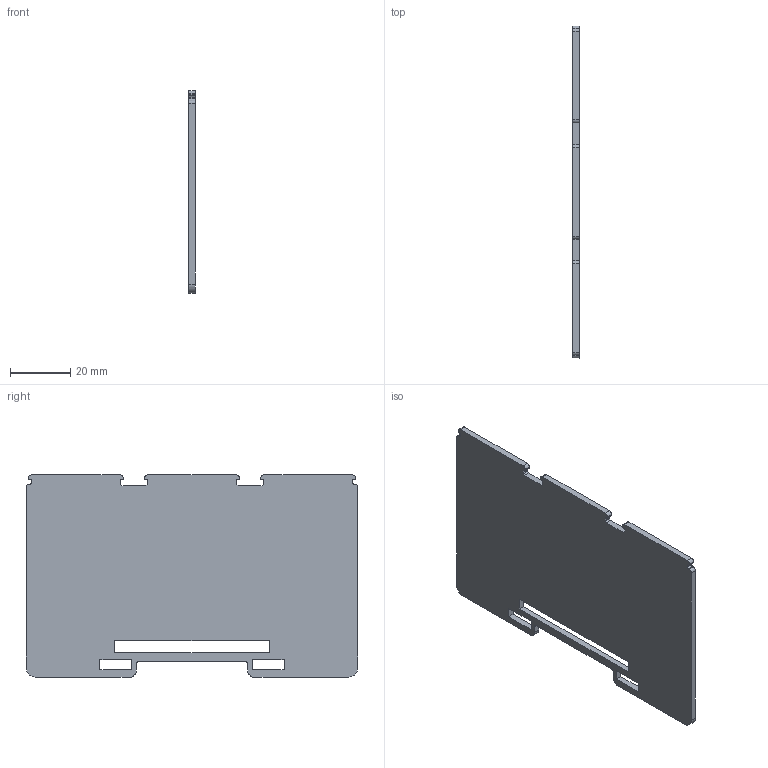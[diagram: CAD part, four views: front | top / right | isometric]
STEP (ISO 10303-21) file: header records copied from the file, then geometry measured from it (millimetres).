
FILE_DESCRIPTION(('CATIA V5 STEP Exchange','CAx-IF Rec.Pracs.--- Model Styling and Organization---1.5--- 2016-08-15','CAx-IF Rec.Pracs.---Supplemental Geometry---1.0---2011-11-01','CAx-IF Rec.Pracs.--- Composite Materials ---1.1---2010-07-15'),'2;1');
FILE_NAME ('346473_2', '2025-09-22T05:30:15+00:00', ('none'), ('Weidmueller'), 'CATIA Version 5-6 Release 2024 SP4', 'CATIA V5 STEP AP214 v3', 'none');
FILE_SCHEMA(('AUTOMOTIVE_DESIGN { 1 0 10303 214 1 1 1 1 }'));
Length unit declared in the file: millimetre
Products named in the file (1): 1780910000
Bounding box: 2 x 109.8 x 66.95 mm (x, y, z)
Volume: 13620.5 mm3; surface area: 14706.8 mm2
Topology: 1 solids, 1 shells, 82 faces, 240 edges, 160 vertices
Faces by surface type: plane 50, cylinder 32
Entity records: 2907 total; most frequent: CARTESIAN_POINT 797, ORIENTED_EDGE 480, DIRECTION 352, EDGE_CURVE 240, VECTOR 176, LINE 176, VERTEX_POINT 160, AXIS2_PLACEMENT_3D 107
